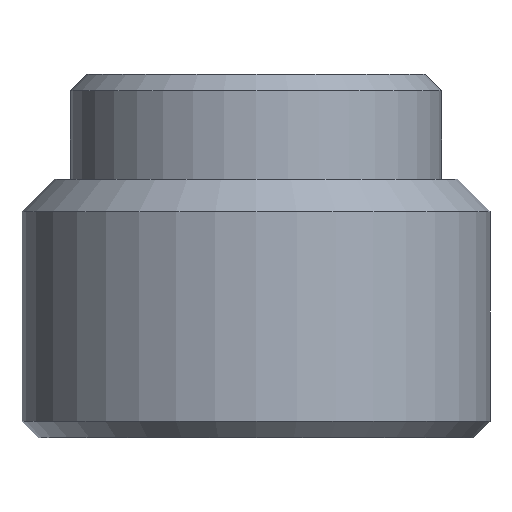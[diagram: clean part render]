
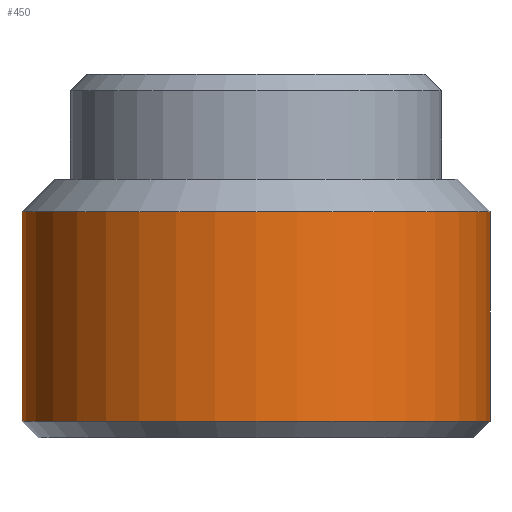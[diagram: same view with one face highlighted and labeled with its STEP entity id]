
A CAD part, front view. The second image highlights one B-rep face of the part: STEP entity #450.
In plain terms, the highlighted cylindrical face has radius 7.366 mm (diameter 14.732 mm), a partial arc.
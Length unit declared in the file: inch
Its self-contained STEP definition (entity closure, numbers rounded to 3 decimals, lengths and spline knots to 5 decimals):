
#307 = LINE ( 'NONE', #6194, #4400 ) ;
#326 = DIRECTION ( 'NONE',  ( 0., 0., -1. ) ) ;
#450 = ADVANCED_FACE ( 'NONE', ( #6445 ), #7104, .T. ) ;
#523 = CARTESIAN_POINT ( 'NONE',  ( 0., 0., 0.055 ) ) ;
#655 = VERTEX_POINT ( 'NONE', #4762 ) ;
#665 = VERTEX_POINT ( 'NONE', #4442 ) ;
#787 = CIRCLE ( 'NONE', #2666, 0.29 ) ;
#1686 = DIRECTION ( 'NONE',  ( 0., 0., -1. ) ) ;
#1829 = CARTESIAN_POINT ( 'NONE',  ( 0.29, 0., 0.055 ) ) ;
#1901 = DIRECTION ( 'NONE',  ( 1., 0., 0. ) ) ;
#2237 = VERTEX_POINT ( 'NONE', #3647 ) ;
#2612 = CARTESIAN_POINT ( 'NONE',  ( 0., 0., 0.225 ) ) ;
#2666 = AXIS2_PLACEMENT_3D ( 'NONE', #8268, #3711, #9640 ) ;
#3026 = AXIS2_PLACEMENT_3D ( 'NONE', #2612, #8482, #3903 ) ;
#3647 = CARTESIAN_POINT ( 'NONE',  ( -0.29, 0., -0.205 ) ) ;
#3711 = DIRECTION ( 'NONE',  ( 0., 0., 1. ) ) ;
#3903 = DIRECTION ( 'NONE',  ( -1., 0., 0. ) ) ;
#4388 = EDGE_LOOP ( 'NONE', ( #8462, #4866, #7257, #6544 ) ) ;
#4400 = VECTOR ( 'NONE', #1686, 39.37008 ) ;
#4442 = CARTESIAN_POINT ( 'NONE',  ( 0.29, 0., -0.205 ) ) ;
#4762 = CARTESIAN_POINT ( 'NONE',  ( -0.29, 0., 0.055 ) ) ;
#4818 = CARTESIAN_POINT ( 'NONE',  ( -0.29, 0., 0.225 ) ) ;
#4866 = ORIENTED_EDGE ( 'NONE', *, *, #8600, .F. ) ;
#5632 = EDGE_CURVE ( 'NONE', #655, #2237, #9404, .T. ) ;
#6045 = EDGE_CURVE ( 'NONE', #6109, #665, #307, .T. ) ;
#6109 = VERTEX_POINT ( 'NONE', #1829 ) ;
#6194 = CARTESIAN_POINT ( 'NONE',  ( 0.29, 0., 0.225 ) ) ;
#6396 = DIRECTION ( 'NONE',  ( 0., 0., 1. ) ) ;
#6445 = FACE_OUTER_BOUND ( 'NONE', #4388, .T. ) ;
#6544 = ORIENTED_EDGE ( 'NONE', *, *, #9271, .T. ) ;
#7104 = CYLINDRICAL_SURFACE ( 'NONE', #3026, 0.29 ) ;
#7224 = AXIS2_PLACEMENT_3D ( 'NONE', #523, #6396, #1901 ) ;
#7257 = ORIENTED_EDGE ( 'NONE', *, *, #5632, .T. ) ;
#8268 = CARTESIAN_POINT ( 'NONE',  ( 0., 0., -0.205 ) ) ;
#8462 = ORIENTED_EDGE ( 'NONE', *, *, #6045, .F. ) ;
#8482 = DIRECTION ( 'NONE',  ( 0., 0., -1. ) ) ;
#8600 = EDGE_CURVE ( 'NONE', #655, #6109, #9119, .T. ) ;
#8654 = VECTOR ( 'NONE', #326, 39.37008 ) ;
#9119 = CIRCLE ( 'NONE', #7224, 0.29 ) ;
#9271 = EDGE_CURVE ( 'NONE', #2237, #665, #787, .T. ) ;
#9404 = LINE ( 'NONE', #4818, #8654 ) ;
#9640 = DIRECTION ( 'NONE',  ( 1., 0., 0. ) ) ;
